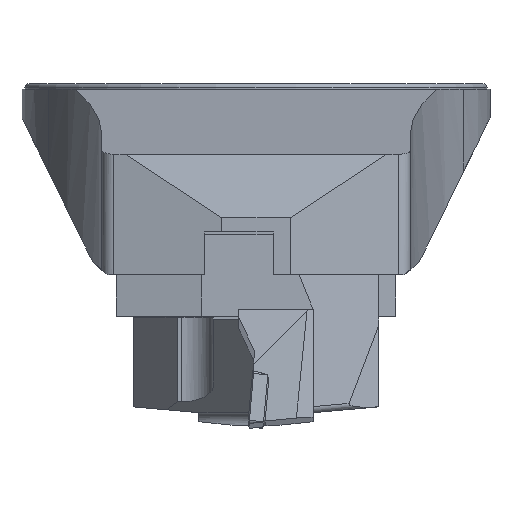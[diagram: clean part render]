
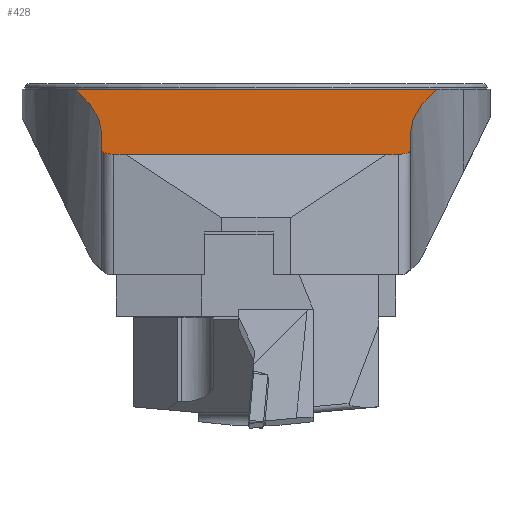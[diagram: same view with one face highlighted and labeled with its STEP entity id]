
A CAD part, left-side view. The second image highlights one B-rep face of the part: STEP entity #428.
In plain terms, the highlighted planar face has unit normal (-0.257, 0, 0.967).
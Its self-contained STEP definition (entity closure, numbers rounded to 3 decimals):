
#244=ELLIPSE('',#3054,206.933,200.);
#251=ELLIPSE('',#3064,206.933,200.);
#257=ELLIPSE('',#3074,5.173,5.);
#258=ELLIPSE('',#3075,5.173,5.);
#301=FACE_OUTER_BOUND('',#1301,.T.);
#428=ADVANCED_FACE('',(#301),#575,.F.);
#575=PLANE('',#3076);
#677=LINE('',#4162,#956);
#692=LINE('',#4194,#971);
#694=LINE('',#4198,#973);
#697=LINE('',#4204,#976);
#714=LINE('',#4239,#993);
#720=LINE('',#4252,#999);
#956=VECTOR('',#3342,1.);
#971=VECTOR('',#3363,1.);
#973=VECTOR('',#3367,1.);
#976=VECTOR('',#3372,1.);
#993=VECTOR('',#3397,1.);
#999=VECTOR('',#3407,1.);
#1301=EDGE_LOOP('',(#1612,#1613,#1614,#1615,#1616,#1617,#1618,#1619,#1620,
#1621));
#1612=ORIENTED_EDGE('',*,*,#2518,.T.);
#1613=ORIENTED_EDGE('',*,*,#2568,.T.);
#1614=ORIENTED_EDGE('',*,*,#2501,.T.);
#1615=ORIENTED_EDGE('',*,*,#2498,.F.);
#1616=ORIENTED_EDGE('',*,*,#2496,.T.);
#1617=ORIENTED_EDGE('',*,*,#2569,.T.);
#1618=ORIENTED_EDGE('',*,*,#2524,.T.);
#1619=ORIENTED_EDGE('',*,*,#2546,.T.);
#1620=ORIENTED_EDGE('',*,*,#2481,.T.);
#1621=ORIENTED_EDGE('',*,*,#2558,.T.);
#2210=VERTEX_POINT('',#4140);
#2221=VERTEX_POINT('',#4161);
#2235=VERTEX_POINT('',#4193);
#2236=VERTEX_POINT('',#4195);
#2237=VERTEX_POINT('',#4199);
#2239=VERTEX_POINT('',#4205);
#2252=VERTEX_POINT('',#4238);
#2253=VERTEX_POINT('',#4240);
#2258=VERTEX_POINT('',#4253);
#2259=VERTEX_POINT('',#4254);
#2481=EDGE_CURVE('',#2210,#2221,#677,.T.);
#2496=EDGE_CURVE('',#2236,#2235,#692,.T.);
#2498=EDGE_CURVE('',#2236,#2237,#694,.T.);
#2501=EDGE_CURVE('',#2239,#2237,#697,.T.);
#2518=EDGE_CURVE('',#2253,#2252,#714,.T.);
#2524=EDGE_CURVE('',#2258,#2259,#720,.T.);
#2546=EDGE_CURVE('',#2259,#2210,#244,.T.);
#2558=EDGE_CURVE('',#2221,#2253,#251,.T.);
#2568=EDGE_CURVE('',#2252,#2239,#257,.T.);
#2569=EDGE_CURVE('',#2235,#2258,#258,.T.);
#3054=AXIS2_PLACEMENT_3D('',#4295,#3440,#3441);
#3064=AXIS2_PLACEMENT_3D('',#4316,#3465,#3466);
#3074=AXIS2_PLACEMENT_3D('',#4334,#3489,#3490);
#3075=AXIS2_PLACEMENT_3D('',#4335,#3491,#3492);
#3076=AXIS2_PLACEMENT_3D('',#4336,#3493,#3494);
#3342=DIRECTION('',(0.,1.,0.));
#3363=DIRECTION('',(0.173,-0.984,0.046));
#3367=DIRECTION('',(0.,1.,0.));
#3372=DIRECTION('',(-0.173,-0.984,-0.046));
#3397=DIRECTION('',(-0.966,0.,-0.257));
#3407=DIRECTION('',(0.966,0.,0.257));
#3440=DIRECTION('',(0.257,0.,-0.966));
#3441=DIRECTION('',(0.966,0.,0.257));
#3465=DIRECTION('',(0.257,0.,-0.966));
#3466=DIRECTION('',(0.966,0.,0.257));
#3489=DIRECTION('',(-0.257,0.,0.966));
#3490=DIRECTION('',(0.966,0.,0.257));
#3491=DIRECTION('',(-0.257,0.,0.966));
#3492=DIRECTION('',(-0.966,0.,-0.257));
#3493=DIRECTION('',(0.257,0.,-0.966));
#3494=DIRECTION('',(0.966,0.,0.257));
#4140=CARTESIAN_POINT('',(-86.5,-63.258,-2.));
#4161=CARTESIAN_POINT('',(-86.5,63.258,-2.));
#4162=CARTESIAN_POINT('',(-86.5,-179.,-2.));
#4193=CARTESIAN_POINT('',(-172.323,-49.868,-24.792));
#4194=CARTESIAN_POINT('',(-179.163,-11.074,-26.609));
#4195=CARTESIAN_POINT('',(-173.105,-45.432,-25.));
#4198=CARTESIAN_POINT('',(-173.105,-179.,-25.));
#4199=CARTESIAN_POINT('',(-173.105,45.432,-25.));
#4204=CARTESIAN_POINT('',(-179.163,11.074,-26.609));
#4205=CARTESIAN_POINT('',(-172.323,49.868,-24.792));
#4238=CARTESIAN_POINT('',(-167.399,54.,-23.485));
#4239=CARTESIAN_POINT('',(-86.5,54.,-2.));
#4240=CARTESIAN_POINT('',(-146.647,54.,-17.973));
#4252=CARTESIAN_POINT('',(-86.5,-54.,-2.));
#4253=CARTESIAN_POINT('',(-167.399,-54.,-23.485));
#4254=CARTESIAN_POINT('',(-146.647,-54.,-17.973));
#4295=CARTESIAN_POINT('',(-146.647,-254.,-17.973));
#4316=CARTESIAN_POINT('',(-146.647,254.,-17.973));
#4334=CARTESIAN_POINT('',(-167.399,49.,-23.485));
#4335=CARTESIAN_POINT('',(-167.399,-49.,-23.485));
#4336=CARTESIAN_POINT('',(-86.5,-179.,-2.));
